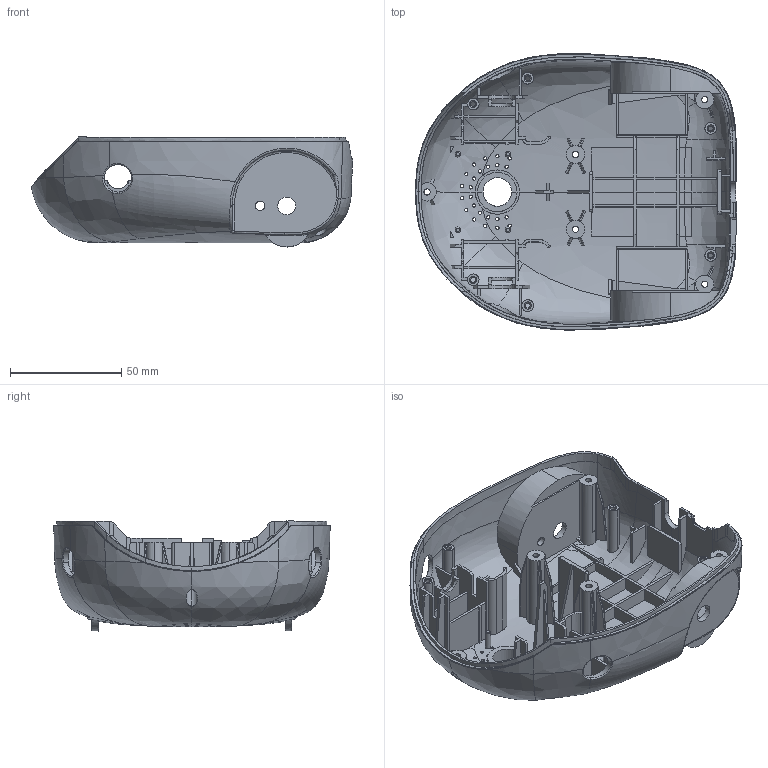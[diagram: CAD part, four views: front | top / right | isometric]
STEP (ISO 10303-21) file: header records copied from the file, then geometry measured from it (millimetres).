
FILE_DESCRIPTION(('CATIA V5 STEP Exchange'),'2;1');
FILE_NAME('BOM_20170728.stp','2017-07-28T15:55:51+00:00',('none'),('none'),'CATIA Version 5-6 Release 2014','CATIA V5 STEP AP203','none');
FILE_SCHEMA(('CONFIG_CONTROL_DESIGN'));
Products named in the file (1): BOM
Bounding box: 144.58 x 124.42 x 49.51 mm (x, y, z)
Volume: 90866.1 mm3; surface area: 89510.1 mm2
Topology: 1 solids, 1 shells, 1011 faces, 2778 edges, 1788 vertices
Faces by surface type: plane 458, cylinder 281, bspline 149, extrusion 67, torus 30, cone 19, sphere 7
Entity records: 52019 total; most frequent: CARTESIAN_POINT 29571, ORIENTED_EDGE 5556, DIRECTION 3001, EDGE_CURVE 2778, VERTEX_POINT 1788, B_SPLINE_CURVE_WITH_KNOTS 1419, VECTOR 1204, LINE 1137
